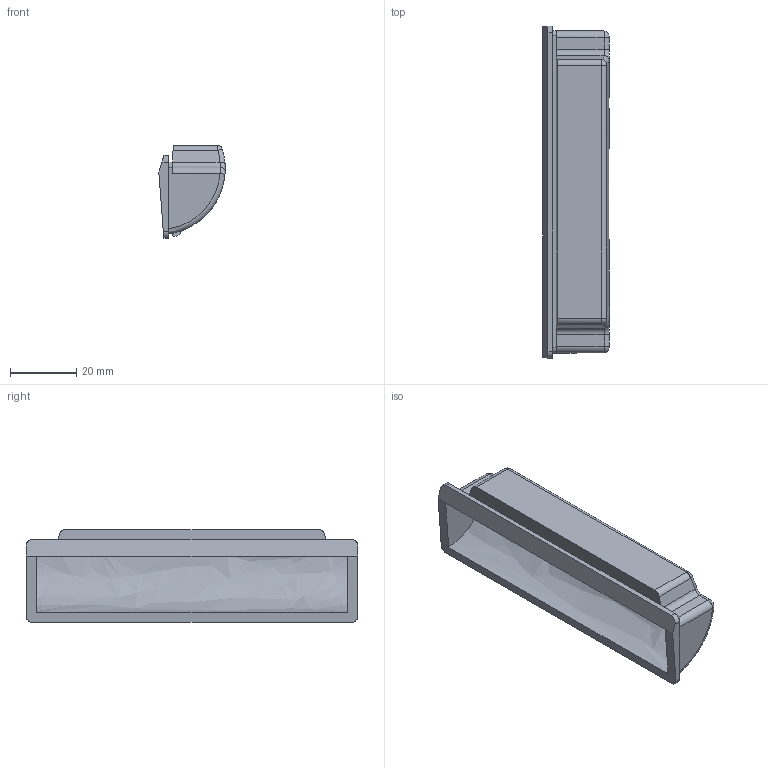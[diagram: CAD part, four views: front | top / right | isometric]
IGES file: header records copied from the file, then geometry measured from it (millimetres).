
Start section: ------------------------------------------------------------------------
Global section: file name: PC013.23708.THA_241_3A_1.0_21760.igs; native system: spGate; preprocessor: ver19.8.4 (****-****-****-****); author: Unknown; organization: Unknown; date: 231128.151142; units: millimetre
Bounding box: 20 x 100 x 28 mm (x, y, z)
Volume: 11565.2 mm3; surface area: 13138.4 mm2
Topology: 1 solids, 1 shells, 64 faces, 163 edges, 102 vertices
Faces by surface type: bspline 64
